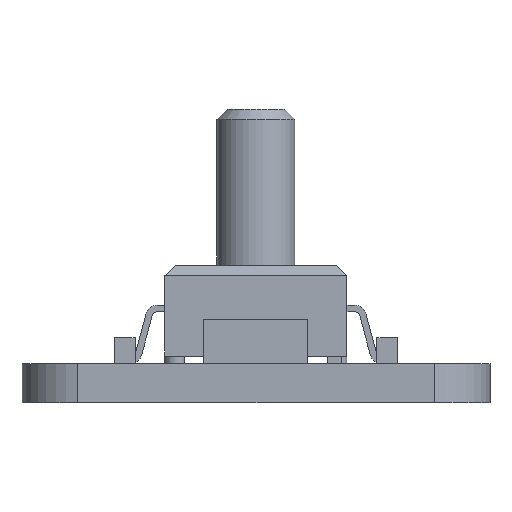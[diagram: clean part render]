
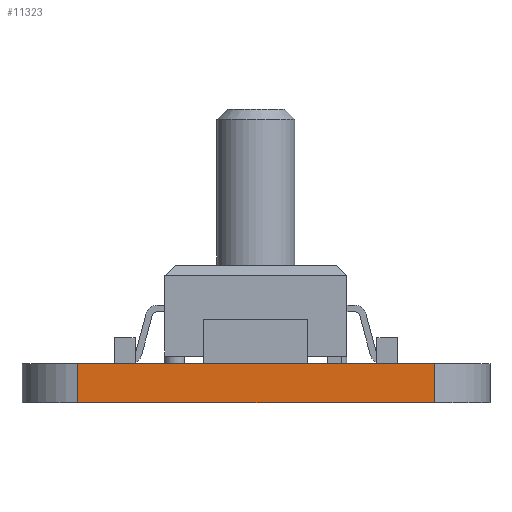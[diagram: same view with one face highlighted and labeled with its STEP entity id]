
A CAD part, front view. The second image highlights one B-rep face of the part: STEP entity #11323.
In plain terms, the highlighted planar face has unit normal (0, -1, 0).
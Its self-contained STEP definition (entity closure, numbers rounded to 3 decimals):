
#55 = DIRECTION ( 'NONE',  ( 0., 0., -1. ) ) ;
#140 = CARTESIAN_POINT ( 'NONE',  ( 6.85, 0., 1.5 ) ) ;
#1139 = EDGE_CURVE ( 'NONE', #9533, #12051, #2455, .T. ) ;
#1510 = CARTESIAN_POINT ( 'NONE',  ( -6.85, 0., 1.5 ) ) ;
#2455 = LINE ( 'NONE', #16092, #13300 ) ;
#2692 = CARTESIAN_POINT ( 'NONE',  ( 6.85, 0., 0. ) ) ;
#3272 = FACE_OUTER_BOUND ( 'NONE', #5530, .T. ) ;
#3292 = VERTEX_POINT ( 'NONE', #2692 ) ;
#4975 = LINE ( 'NONE', #15946, #16913 ) ;
#5530 = EDGE_LOOP ( 'NONE', ( #7957, #14369, #7625, #11419 ) ) ;
#6205 = DIRECTION ( 'NONE',  ( 0., 1., 0. ) ) ;
#6625 = EDGE_CURVE ( 'NONE', #15481, #3292, #4975, .T. ) ;
#7009 = LINE ( 'NONE', #140, #17397 ) ;
#7181 = DIRECTION ( 'NONE',  ( 0., 0., -1. ) ) ;
#7625 = ORIENTED_EDGE ( 'NONE', *, *, #1139, .F. ) ;
#7957 = ORIENTED_EDGE ( 'NONE', *, *, #6625, .T. ) ;
#9004 = DIRECTION ( 'NONE',  ( 1., 0., 0. ) ) ;
#9124 = DIRECTION ( 'NONE',  ( 0., 0., 1. ) ) ;
#9533 = VERTEX_POINT ( 'NONE', #11549 ) ;
#10415 = PLANE ( 'NONE',  #15510 ) ;
#11323 = ADVANCED_FACE ( 'NONE', ( #3272 ), #10415, .F. ) ;
#11419 = ORIENTED_EDGE ( 'NONE', *, *, #11769, .T. ) ;
#11549 = CARTESIAN_POINT ( 'NONE',  ( -6.85, 0., 1.5 ) ) ;
#11769 = EDGE_CURVE ( 'NONE', #9533, #15481, #15500, .T. ) ;
#12051 = VERTEX_POINT ( 'NONE', #14833 ) ;
#12316 = CARTESIAN_POINT ( 'NONE',  ( -6.85, 0., 0. ) ) ;
#12408 = VECTOR ( 'NONE', #7181, 1000. ) ;
#12569 = EDGE_CURVE ( 'NONE', #12051, #3292, #7009, .T. ) ;
#13300 = VECTOR ( 'NONE', #13530, 1000. ) ;
#13530 = DIRECTION ( 'NONE',  ( 1., 0., 0. ) ) ;
#14369 = ORIENTED_EDGE ( 'NONE', *, *, #12569, .F. ) ;
#14833 = CARTESIAN_POINT ( 'NONE',  ( 6.85, 0., 1.5 ) ) ;
#15481 = VERTEX_POINT ( 'NONE', #12316 ) ;
#15500 = LINE ( 'NONE', #1510, #12408 ) ;
#15510 = AXIS2_PLACEMENT_3D ( 'NONE', #16163, #6205, #9124 ) ;
#15946 = CARTESIAN_POINT ( 'NONE',  ( -6.85, 0., 0. ) ) ;
#16092 = CARTESIAN_POINT ( 'NONE',  ( -6.85, 0., 1.5 ) ) ;
#16163 = CARTESIAN_POINT ( 'NONE',  ( -6.85, 0., 1.5 ) ) ;
#16913 = VECTOR ( 'NONE', #9004, 1000. ) ;
#17397 = VECTOR ( 'NONE', #55, 1000. ) ;
